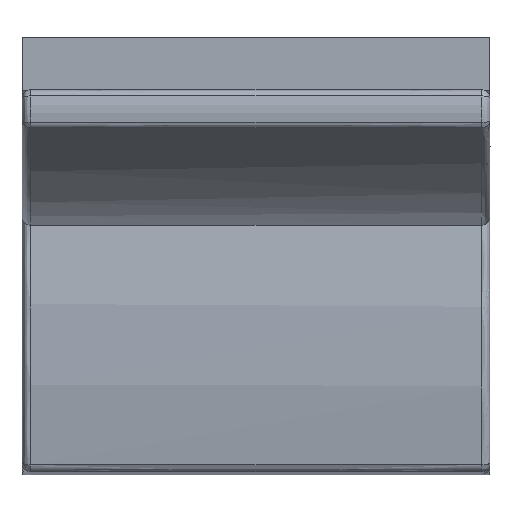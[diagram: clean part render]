
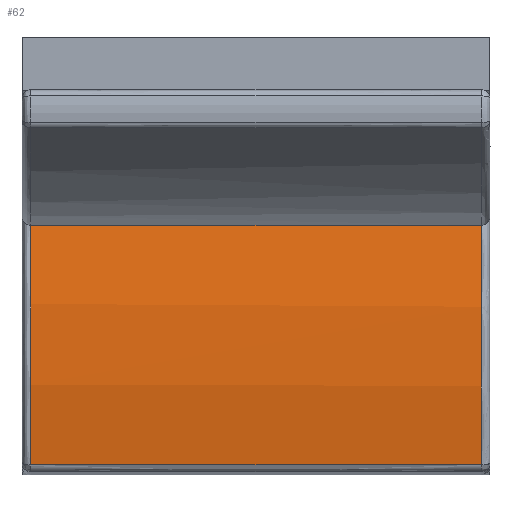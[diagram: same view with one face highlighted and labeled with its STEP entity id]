
A CAD part, top view. The second image highlights one B-rep face of the part: STEP entity #62.
In plain terms, the highlighted free-form (B-spline) face has degree [2, 1] with [3, 2] control points.
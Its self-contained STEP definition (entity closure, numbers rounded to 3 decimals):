
#62=ADVANCED_FACE($,(#145),#832,.T.);
#145=FACE_OUTER_BOUND($,#228,.T.);
#228=EDGE_LOOP($,(#403,#404,#405,#406));
#403=ORIENTED_EDGE($,*,*,#652,.T.);
#404=ORIENTED_EDGE($,*,*,#655,.T.);
#405=ORIENTED_EDGE($,*,*,#654,.T.);
#406=ORIENTED_EDGE($,*,*,#653,.F.);
#652=EDGE_CURVE($,#786,#787,#974,.T.);
#653=EDGE_CURVE($,#786,#788,#975,.T.);
#654=EDGE_CURVE($,#789,#788,#976,.T.);
#655=EDGE_CURVE($,#787,#789,#977,.T.);
#786=VERTEX_POINT($,#2142);
#787=VERTEX_POINT($,#2143);
#788=VERTEX_POINT($,#2144);
#789=VERTEX_POINT($,#2145);
#832=(
BOUNDED_SURFACE()
B_SPLINE_SURFACE(2,1,((#1766,#1767),(#1768,#1769),(#1770,#1771)),.UNSPECIFIED.,
.F.,.F.,.F.)
B_SPLINE_SURFACE_WITH_KNOTS((3,3),(2,2),(11.097,753.836),
(-1070.4,-20.),.UNSPECIFIED.)
GEOMETRIC_REPRESENTATION_ITEM()
RATIONAL_B_SPLINE_SURFACE(((0.999,0.999),(0.978,
0.978),(0.999,0.999)))
REPRESENTATION_ITEM($)
SURFACE()
);
#974=(
BOUNDED_CURVE()
B_SPLINE_CURVE(3,(#1610,#1611,#1612,#1613,#1614,#1615,#1616,#1617,#1618,
#1619,#1620,#1621),.UNSPECIFIED.,.F.,.F.)
B_SPLINE_CURVE_WITH_KNOTS((4,1,1,1,1,1,1,1,1,4),(13.465,93.059,
187.723,282.536,376.035,469.724,565.112,
660.723,708.614,749.959),.UNSPECIFIED.)
CURVE()
GEOMETRIC_REPRESENTATION_ITEM()
RATIONAL_B_SPLINE_CURVE((1.,1.,1.,1.,1.,1.,1.,1.,1.,1.,1.,1.))
REPRESENTATION_ITEM($)
);
#975=(
BOUNDED_CURVE()
B_SPLINE_CURVE(3,(#1622,#1623,#1624,#1625),.UNSPECIFIED.,.F.,.F.)
B_SPLINE_CURVE_WITH_KNOTS((4,4),(20.,1060.),.UNSPECIFIED.)
CURVE()
GEOMETRIC_REPRESENTATION_ITEM()
RATIONAL_B_SPLINE_CURVE((1.,1.,1.,1.))
REPRESENTATION_ITEM($)
);
#976=(
BOUNDED_CURVE()
B_SPLINE_CURVE(3,(#1626,#1627,#1628,#1629,#1630,#1631,#1632,#1633,#1634,
#1635,#1636,#1637),.UNSPECIFIED.,.F.,.F.)
B_SPLINE_CURVE_WITH_KNOTS((4,1,1,1,1,1,1,1,1,4),(11.098,94.35,
189.976,285.378,379.079,472.59,567.413,
662.086,709.372,747.592),.UNSPECIFIED.)
CURVE()
GEOMETRIC_REPRESENTATION_ITEM()
RATIONAL_B_SPLINE_CURVE((1.,1.,1.,1.,1.,1.,1.,1.,1.,1.,1.,1.))
REPRESENTATION_ITEM($)
);
#977=(
BOUNDED_CURVE()
B_SPLINE_CURVE(3,(#1638,#1639,#1640,#1641),.UNSPECIFIED.,.F.,.F.)
B_SPLINE_CURVE_WITH_KNOTS((4,4),(20.,1060.),.UNSPECIFIED.)
CURVE()
GEOMETRIC_REPRESENTATION_ITEM()
RATIONAL_B_SPLINE_CURVE((1.,1.,1.,1.))
REPRESENTATION_ITEM($)
);
#1610=CARTESIAN_POINT($,(75634.637,10005.628,372.449));
#1611=CARTESIAN_POINT($,(75634.637,10032.114,377.152));
#1612=CARTESIAN_POINT($,(75634.637,10090.392,385.84));
#1613=CARTESIAN_POINT($,(75634.637,10181.057,393.725));
#1614=CARTESIAN_POINT($,(75634.637,10276.754,395.614));
#1615=CARTESIAN_POINT($,(75634.637,10372.032,391.137));
#1616=CARTESIAN_POINT($,(75634.637,10466.992,380.358));
#1617=CARTESIAN_POINT($,(75634.637,10561.72,363.197));
#1618=CARTESIAN_POINT($,(75634.637,10640.069,343.588));
#1619=CARTESIAN_POINT($,(75634.637,10699.847,325.49));
#1620=CARTESIAN_POINT($,(75634.637,10728.425,315.893));
#1621=CARTESIAN_POINT($,(75634.637,10741.601,311.265));
#1622=CARTESIAN_POINT($,(75634.637,10005.628,372.449));
#1623=CARTESIAN_POINT($,(75287.97,10005.628,372.449));
#1624=CARTESIAN_POINT($,(74941.304,10005.628,372.449));
#1625=CARTESIAN_POINT($,(74594.637,10005.628,372.449));
#1626=CARTESIAN_POINT($,(74594.637,10741.601,311.265));
#1627=CARTESIAN_POINT($,(74594.637,10715.069,320.583));
#1628=CARTESIAN_POINT($,(74594.637,10657.499,339.026));
#1629=CARTESIAN_POINT($,(74594.637,10567.638,361.908));
#1630=CARTESIAN_POINT($,(74594.637,10472.969,379.465));
#1631=CARTESIAN_POINT($,(74594.637,10378.043,390.642));
#1632=CARTESIAN_POINT($,(74594.637,10282.774,395.52));
#1633=CARTESIAN_POINT($,(74594.637,10187.059,394.033));
#1634=CARTESIAN_POINT($,(74594.637,10107.246,387.427));
#1635=CARTESIAN_POINT($,(74594.637,10046.869,379.38));
#1636=CARTESIAN_POINT($,(74594.637,10018.346,374.707));
#1637=CARTESIAN_POINT($,(74594.637,10005.628,372.449));
#1638=CARTESIAN_POINT($,(75634.637,10741.601,311.265));
#1639=CARTESIAN_POINT($,(75287.97,10741.601,311.265));
#1640=CARTESIAN_POINT($,(74941.304,10741.601,311.265));
#1641=CARTESIAN_POINT($,(74594.637,10741.601,311.265));
#1766=CARTESIAN_POINT($,(74584.237,10741.601,311.265));
#1767=CARTESIAN_POINT($,(75634.637,10741.601,311.265));
#1768=CARTESIAN_POINT($,(74584.237,10378.767,438.694));
#1769=CARTESIAN_POINT($,(75634.637,10378.767,438.694));
#1770=CARTESIAN_POINT($,(74584.237,10005.628,372.449));
#1771=CARTESIAN_POINT($,(75634.637,10005.628,372.449));
#2142=CARTESIAN_POINT($,(75634.637,10005.628,372.449));
#2143=CARTESIAN_POINT($,(75634.637,10741.601,311.265));
#2144=CARTESIAN_POINT($,(74594.637,10005.628,372.449));
#2145=CARTESIAN_POINT($,(74594.637,10741.601,311.265));
